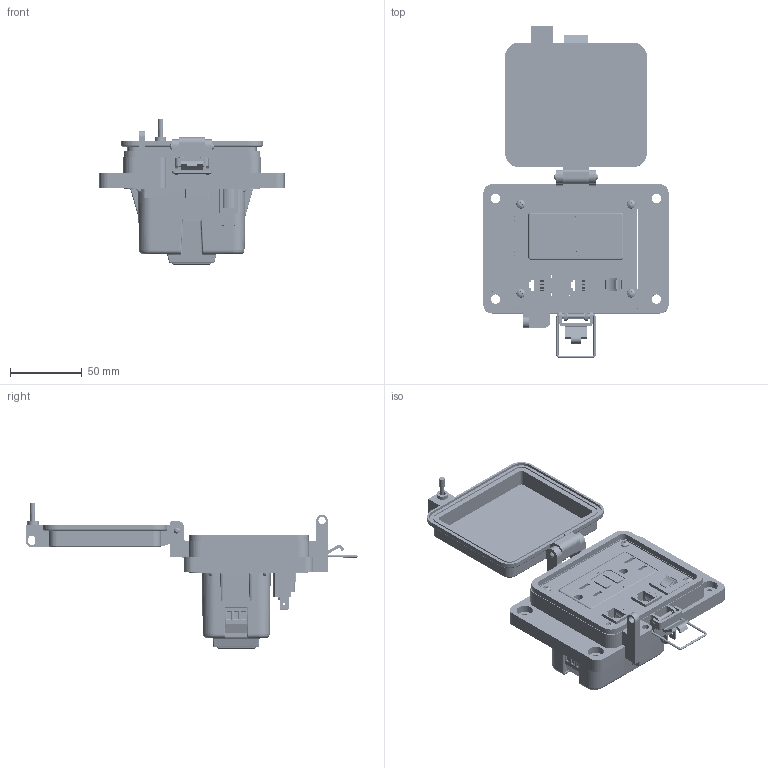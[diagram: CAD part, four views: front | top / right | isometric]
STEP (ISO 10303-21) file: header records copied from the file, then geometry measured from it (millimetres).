
FILE_DESCRIPTION (( 'STEP AP203' ), '1' );
FILE_NAME ('P-R2#2-K3RF2_3D.STEP', '2022-06-13T18:47:59', ( '' ), ( '' ), 'SwSTEP 2.0', 'SolidWorks 2021', '' );
FILE_SCHEMA (( 'CONFIG_CONTROL_DESIGN' ));
Length unit declared in the file: millimetre
Products named in the file (16): Z-200-OTLT-RIOF-15A; P-R2#2-K3RF2_FP060_1; Z-200-OTLT-GFIH-15A_sheared; Z-120-RIOF-SHELL; R2; P-R2#2-K3RF2_TP060_1; RF; Z-CB-SM; Z-300-RJ45CAT5; Z-000-4243316TFP; -K3; CBX; Z-H-K3_B; 92005A124_METRIC PAN HEAD PHILLIPS MACHINE SCREW_92005A124; P-R2#2-K3RF2_BP180_1; P-R2#2-K3RF2_3D
Assembly tree (19 placements, depth 4):
  P-R2#2-K3RF2_3D
    -K3
      Z-H-K3_B
    P-R2#2-K3RF2_BP180_1
    P-R2#2-K3RF2_FP060_1
    P-R2#2-K3RF2_TP060_1
    Z-000-4243316TFP
    R2  x2
      Z-300-RJ45CAT5
    CBX
      Z-CB-SM
    RF
      Z-200-OTLT-RIOF-15A
        Z-120-RIOF-SHELL
        Z-200-OTLT-GFIH-15A_sheared
    92005A124_METRIC PAN HEAD PHILLIPS MACHINE SCREW_92005A124  x4
Bounding box: 129 x 231.18 x 101.47 mm (x, y, z)
Volume: 306639 mm3; surface area: 191917.6 mm2
Topology: 38 solids, 44 shells, 6035 faces, 15831 edges, 10066 vertices
Faces by surface type: plane 2575, cylinder 1892, bspline 1298, cone 123, torus 89, sphere 58
Entity records: 219890 total; most frequent: CARTESIAN_POINT 102482, ORIENTED_EDGE 26866, DIRECTION 19605, EDGE_CURVE 13433, VERTEX_POINT 8483, VECTOR 7891, LINE 7891, AXIS2_PLACEMENT_3D 5857
